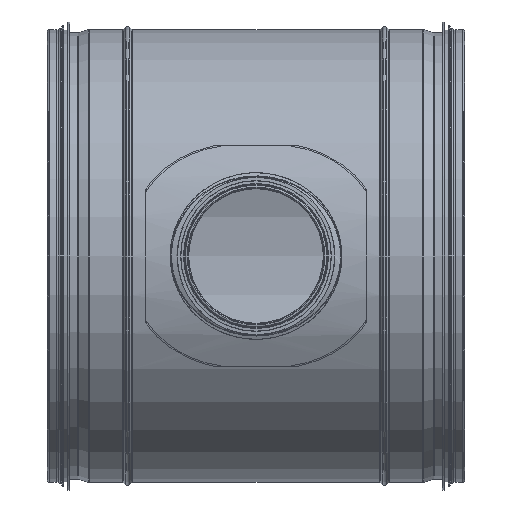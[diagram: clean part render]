
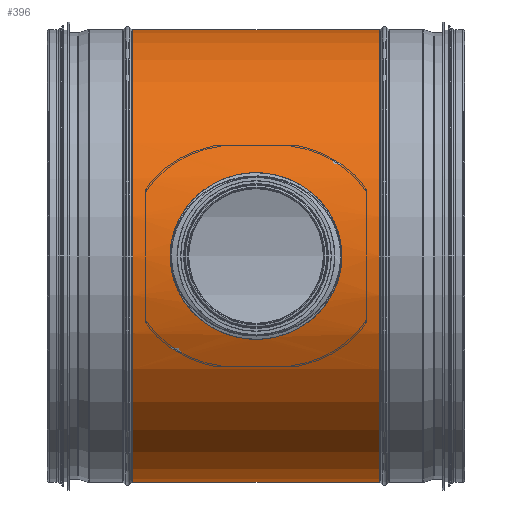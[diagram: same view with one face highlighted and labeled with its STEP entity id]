
A CAD part, left-side view. The second image highlights one B-rep face of the part: STEP entity #396.
In plain terms, the highlighted cylindrical face has radius 156.925 mm (diameter 313.85 mm), a full revolution.
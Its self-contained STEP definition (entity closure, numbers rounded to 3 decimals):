
#129=CARTESIAN_POINT('',(-145.925,144.,-57.718));
#130=VERTEX_POINT('',#129);
#170=CARTESIAN_POINT('',(-145.925,144.,57.718));
#171=VERTEX_POINT('',#170);
#194=CARTESIAN_POINT('',(-156.925,84.5,0.));
#195=VERTEX_POINT('',#194);
#196=CARTESIAN_POINT('',(-145.925,144.,57.718));
#197=CARTESIAN_POINT('',(-145.925,140.296,57.718));
#198=CARTESIAN_POINT('',(-146.061,136.471,57.377));
#199=CARTESIAN_POINT('',(-146.615,128.866,55.948));
#200=CARTESIAN_POINT('',(-147.031,125.087,54.86));
#201=CARTESIAN_POINT('',(-148.072,117.837,51.984));
#202=CARTESIAN_POINT('',(-148.697,114.36,50.195));
#203=CARTESIAN_POINT('',(-150.03,107.916,46.056));
#204=CARTESIAN_POINT('',(-150.738,104.95,43.707));
#205=CARTESIAN_POINT('',(-152.109,99.658,38.668));
#206=CARTESIAN_POINT('',(-152.821,97.15,35.798));
#207=CARTESIAN_POINT('',(-154.159,92.707,29.511));
#208=CARTESIAN_POINT('',(-154.783,90.77,26.094));
#209=CARTESIAN_POINT('',(-155.822,87.643,18.926));
#210=CARTESIAN_POINT('',(-156.237,86.45,15.167));
#211=CARTESIAN_POINT('',(-156.789,84.878,7.57));
#212=CARTESIAN_POINT('',(-156.925,84.5,3.73));
#213=CARTESIAN_POINT('',(-156.925,84.5,0.));
#214=B_SPLINE_CURVE_WITH_KNOTS('',3,(#196,#197,#198,#199,#200,#201,#202,#203,#204,#205,#206,#207,#208,#209,#210,#211,#212,#213),.UNSPECIFIED.,.F.,.U.,(4,2,2,2,2,2,2,2,4),(0.0,1.111,2.222,3.334,4.445,5.564,6.683,7.802,8.921),.UNSPECIFIED.);
#215=EDGE_CURVE('',#171,#195,#214,.T.);
#252=CARTESIAN_POINT('',(-156.925,84.5,0.));
#253=CARTESIAN_POINT('',(-156.925,84.5,-3.73));
#254=CARTESIAN_POINT('',(-156.789,84.878,-7.57));
#255=CARTESIAN_POINT('',(-156.237,86.45,-15.167));
#256=CARTESIAN_POINT('',(-155.822,87.643,-18.926));
#257=CARTESIAN_POINT('',(-154.783,90.77,-26.094));
#258=CARTESIAN_POINT('',(-154.159,92.707,-29.511));
#259=CARTESIAN_POINT('',(-152.821,97.15,-35.798));
#260=CARTESIAN_POINT('',(-152.109,99.658,-38.668));
#261=CARTESIAN_POINT('',(-150.738,104.95,-43.707));
#262=CARTESIAN_POINT('',(-150.03,107.916,-46.056));
#263=CARTESIAN_POINT('',(-148.697,114.36,-50.195));
#264=CARTESIAN_POINT('',(-148.072,117.837,-51.984));
#265=CARTESIAN_POINT('',(-147.031,125.087,-54.86));
#266=CARTESIAN_POINT('',(-146.615,128.866,-55.948));
#267=CARTESIAN_POINT('',(-146.061,136.471,-57.377));
#268=CARTESIAN_POINT('',(-145.925,140.296,-57.718));
#269=CARTESIAN_POINT('',(-145.925,144.,-57.718));
#270=B_SPLINE_CURVE_WITH_KNOTS('',3,(#252,#253,#254,#255,#256,#257,#258,#259,#260,#261,#262,#263,#264,#265,#266,#267,#268,#269),.UNSPECIFIED.,.F.,.U.,(4,2,2,2,2,2,2,2,4),(8.921,10.04,11.159,12.278,13.397,14.508,15.62,16.731,17.842),.UNSPECIFIED.);
#271=EDGE_CURVE('',#195,#130,#270,.T.);
#281=CARTESIAN_POINT('',(-156.925,203.5,0.));
#282=VERTEX_POINT('',#281);
#283=CARTESIAN_POINT('',(-156.925,203.5,0.));
#284=CARTESIAN_POINT('',(-156.925,203.5,3.73));
#285=CARTESIAN_POINT('',(-156.789,203.122,7.57));
#286=CARTESIAN_POINT('',(-156.237,201.55,15.167));
#287=CARTESIAN_POINT('',(-155.822,200.357,18.926));
#288=CARTESIAN_POINT('',(-154.783,197.23,26.094));
#289=CARTESIAN_POINT('',(-154.159,195.293,29.511));
#290=CARTESIAN_POINT('',(-152.821,190.85,35.798));
#291=CARTESIAN_POINT('',(-152.109,188.342,38.668));
#292=CARTESIAN_POINT('',(-150.738,183.05,43.707));
#293=CARTESIAN_POINT('',(-150.03,180.084,46.056));
#294=CARTESIAN_POINT('',(-148.697,173.64,50.195));
#295=CARTESIAN_POINT('',(-148.072,170.163,51.984));
#296=CARTESIAN_POINT('',(-147.031,162.913,54.86));
#297=CARTESIAN_POINT('',(-146.615,159.134,55.948));
#298=CARTESIAN_POINT('',(-146.061,151.529,57.377));
#299=CARTESIAN_POINT('',(-145.925,147.704,57.718));
#300=CARTESIAN_POINT('',(-145.925,144.0,57.718));
#301=B_SPLINE_CURVE_WITH_KNOTS('',3,(#283,#284,#285,#286,#287,#288,#289,#290,#291,#292,#293,#294,#295,#296,#297,#298,#299,#300),.UNSPECIFIED.,.F.,.U.,(4,2,2,2,2,2,2,2,4),(26.763,27.882,29.001,30.12,31.239,32.35,33.462,34.573,35.684),.UNSPECIFIED.);
#302=EDGE_CURVE('',#282,#171,#301,.T.);
#304=CARTESIAN_POINT('',(-145.925,144.0,-57.718));
#305=CARTESIAN_POINT('',(-145.925,147.704,-57.718));
#306=CARTESIAN_POINT('',(-146.061,151.529,-57.377));
#307=CARTESIAN_POINT('',(-146.615,159.134,-55.948));
#308=CARTESIAN_POINT('',(-147.031,162.913,-54.86));
#309=CARTESIAN_POINT('',(-148.072,170.163,-51.984));
#310=CARTESIAN_POINT('',(-148.697,173.64,-50.195));
#311=CARTESIAN_POINT('',(-150.03,180.084,-46.056));
#312=CARTESIAN_POINT('',(-150.738,183.05,-43.707));
#313=CARTESIAN_POINT('',(-152.109,188.342,-38.668));
#314=CARTESIAN_POINT('',(-152.821,190.85,-35.798));
#315=CARTESIAN_POINT('',(-154.159,195.293,-29.511));
#316=CARTESIAN_POINT('',(-154.783,197.23,-26.094));
#317=CARTESIAN_POINT('',(-155.822,200.357,-18.926));
#318=CARTESIAN_POINT('',(-156.237,201.55,-15.167));
#319=CARTESIAN_POINT('',(-156.789,203.122,-7.57));
#320=CARTESIAN_POINT('',(-156.925,203.5,-3.73));
#321=CARTESIAN_POINT('',(-156.925,203.5,0.));
#322=B_SPLINE_CURVE_WITH_KNOTS('',3,(#304,#305,#306,#307,#308,#309,#310,#311,#312,#313,#314,#315,#316,#317,#318,#319,#320,#321),.UNSPECIFIED.,.F.,.U.,(4,2,2,2,2,2,2,2,4),(17.842,18.953,20.065,21.176,22.287,23.406,24.525,25.644,26.763),.UNSPECIFIED.);
#323=EDGE_CURVE('',#130,#282,#322,.T.);
#363=CARTESIAN_POINT('',(0.0,101.25,0.0));
#364=DIRECTION('',(0.0,-1.0,0.0));
#365=DIRECTION('',(1.0,0.0,0.0));
#366=AXIS2_PLACEMENT_3D('',#363,#364,#365);
#367=CYLINDRICAL_SURFACE('',#366,156.925);
#368=CARTESIAN_POINT('',(156.925,229.5,0.0));
#369=VERTEX_POINT('',#368);
#370=CARTESIAN_POINT('',(0.0,229.5,0.0));
#371=DIRECTION('',(0.0,-1.0,0.0));
#372=DIRECTION('',(1.0,0.0,0.0));
#373=AXIS2_PLACEMENT_3D('',#370,#371,#372);
#374=CIRCLE('',#373,156.925);
#375=EDGE_CURVE('',#369,#369,#374,.T.);
#376=ORIENTED_EDGE('',*,*,#375,.T.);
#377=EDGE_LOOP('',(#376));
#378=FACE_OUTER_BOUND('',#377,.T.);
#379=ORIENTED_EDGE('',*,*,#271,.T.);
#380=ORIENTED_EDGE('',*,*,#323,.T.);
#381=ORIENTED_EDGE('',*,*,#302,.T.);
#382=ORIENTED_EDGE('',*,*,#215,.T.);
#383=EDGE_LOOP('',(#379,#380,#381,#382));
#384=FACE_BOUND('',#383,.T.);
#385=CARTESIAN_POINT('',(156.925,58.5,0.0));
#386=VERTEX_POINT('',#385);
#387=CARTESIAN_POINT('',(0.0,58.5,0.0));
#388=DIRECTION('',(0.0,-1.0,0.0));
#389=DIRECTION('',(1.0,0.0,0.0));
#390=AXIS2_PLACEMENT_3D('',#387,#388,#389);
#391=CIRCLE('',#390,156.925);
#392=EDGE_CURVE('',#386,#386,#391,.T.);
#393=ORIENTED_EDGE('',*,*,#392,.F.);
#394=EDGE_LOOP('',(#393));
#395=FACE_BOUND('',#394,.T.);
#396=ADVANCED_FACE('',(#378,#384,#395),#367,.T.);
